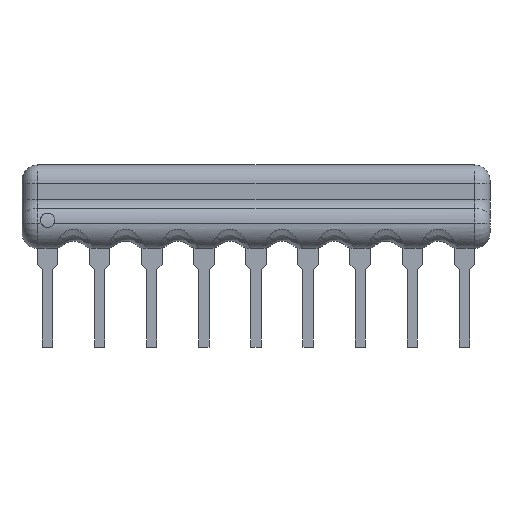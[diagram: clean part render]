
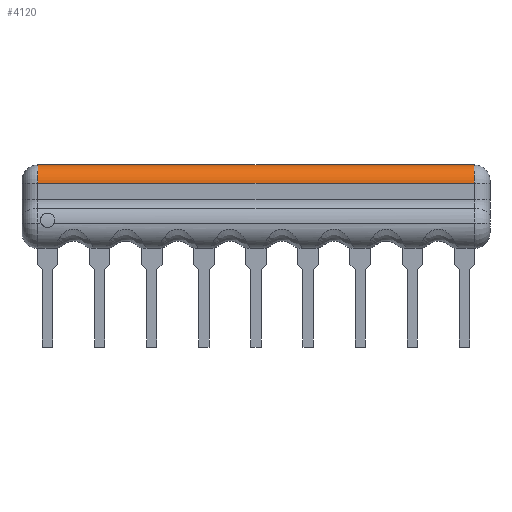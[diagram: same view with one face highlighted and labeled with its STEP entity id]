
A CAD part, top view. The second image highlights one B-rep face of the part: STEP entity #4120.
In plain terms, the highlighted cylindrical face has radius 0.889 mm (diameter 1.778 mm), a partial arc.
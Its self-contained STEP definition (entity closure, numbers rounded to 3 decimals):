
#30 = CARTESIAN_POINT ( 'NONE',  ( 11.405, 4.191, 0. ) ) ;
#254 = VERTEX_POINT ( 'NONE', #4809 ) ;
#931 = CARTESIAN_POINT ( 'NONE',  ( -10.643, 4.191, 0.889 ) ) ;
#1331 = CARTESIAN_POINT ( 'NONE',  ( 11.405, 4.191, -0.889 ) ) ;
#1383 = DIRECTION ( 'NONE',  ( -1., 0., 0. ) ) ;
#1437 = CARTESIAN_POINT ( 'NONE',  ( -10.643, 4.191, 0. ) ) ;
#1893 = LINE ( 'NONE', #4262, #5313 ) ;
#2290 = EDGE_CURVE ( 'NONE', #3767, #3143, #4257, .T. ) ;
#2306 = AXIS2_PLACEMENT_3D ( 'NONE', #2775, #2623, #7350 ) ;
#2623 = DIRECTION ( 'NONE',  ( -1., 0., 0. ) ) ;
#2775 = CARTESIAN_POINT ( 'NONE',  ( 10.643, 4.191, 0. ) ) ;
#3052 = DIRECTION ( 'NONE',  ( 0., 0., 1. ) ) ;
#3143 = VERTEX_POINT ( 'NONE', #931 ) ;
#3452 = VECTOR ( 'NONE', #6622, 1000. ) ;
#3476 = DIRECTION ( 'NONE',  ( -1., 0., 0. ) ) ;
#3549 = FACE_OUTER_BOUND ( 'NONE', #5641, .T. ) ;
#3565 = LINE ( 'NONE', #1331, #3452 ) ;
#3568 = CARTESIAN_POINT ( 'NONE',  ( -10.643, 4.191, -0.889 ) ) ;
#3570 = ORIENTED_EDGE ( 'NONE', *, *, #4738, .F. ) ;
#3750 = CARTESIAN_POINT ( 'NONE',  ( 10.643, 4.191, -0.889 ) ) ;
#3767 = VERTEX_POINT ( 'NONE', #3568 ) ;
#3822 = VERTEX_POINT ( 'NONE', #3750 ) ;
#4072 = EDGE_CURVE ( 'NONE', #254, #3822, #7383, .T. ) ;
#4120 = ADVANCED_FACE ( 'NONE', ( #3549 ), #4789, .T. ) ;
#4257 = CIRCLE ( 'NONE', #5021, 0.889 ) ;
#4262 = CARTESIAN_POINT ( 'NONE',  ( 11.405, 4.191, 0.889 ) ) ;
#4414 = ORIENTED_EDGE ( 'NONE', *, *, #2290, .T. ) ;
#4738 = EDGE_CURVE ( 'NONE', #254, #3143, #1893, .T. ) ;
#4789 = CYLINDRICAL_SURFACE ( 'NONE', #6652, 0.889 ) ;
#4809 = CARTESIAN_POINT ( 'NONE',  ( 10.643, 4.191, 0.889 ) ) ;
#5021 = AXIS2_PLACEMENT_3D ( 'NONE', #1437, #6108, #3052 ) ;
#5313 = VECTOR ( 'NONE', #1383, 1000. ) ;
#5380 = ORIENTED_EDGE ( 'NONE', *, *, #4072, .T. ) ;
#5641 = EDGE_LOOP ( 'NONE', ( #3570, #5380, #7526, #4414 ) ) ;
#5698 = EDGE_CURVE ( 'NONE', #3822, #3767, #3565, .T. ) ;
#6108 = DIRECTION ( 'NONE',  ( 1., 0., 0. ) ) ;
#6457 = DIRECTION ( 'NONE',  ( 0., 0., 1. ) ) ;
#6622 = DIRECTION ( 'NONE',  ( -1., 0., 0. ) ) ;
#6652 = AXIS2_PLACEMENT_3D ( 'NONE', #30, #3476, #6457 ) ;
#7350 = DIRECTION ( 'NONE',  ( 0., 0., 1. ) ) ;
#7383 = CIRCLE ( 'NONE', #2306, 0.889 ) ;
#7526 = ORIENTED_EDGE ( 'NONE', *, *, #5698, .T. ) ;
